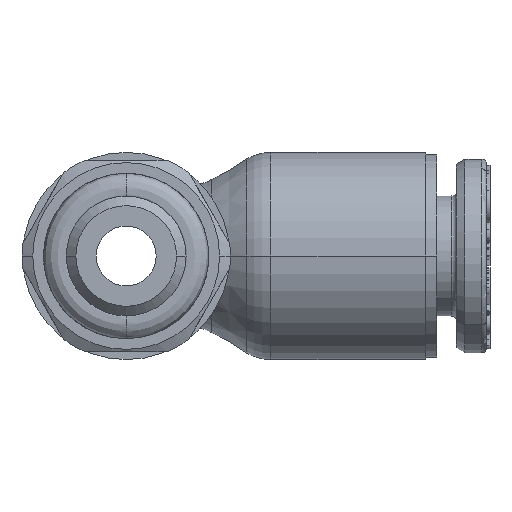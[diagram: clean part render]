
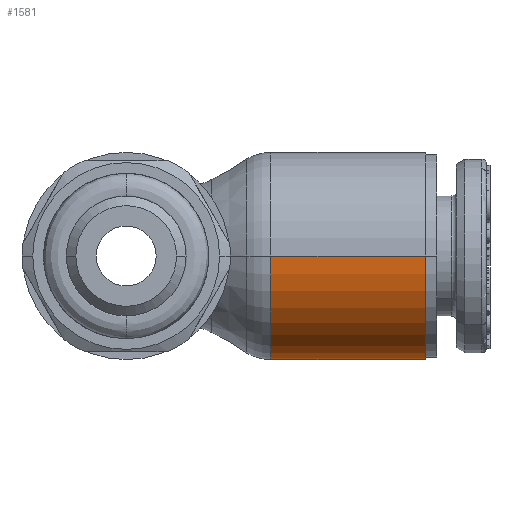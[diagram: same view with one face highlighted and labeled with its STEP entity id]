
A CAD part, left-side view. The second image highlights one B-rep face of the part: STEP entity #1581.
In plain terms, the highlighted cylindrical face has radius 4.325 mm (diameter 8.65 mm), a partial arc.
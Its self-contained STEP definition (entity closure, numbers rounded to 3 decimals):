
#1581=ADVANCED_FACE('',(#4336),#4337,.T.);
#4336=FACE_OUTER_BOUND('',#10876,.T.);
#4337=CYLINDRICAL_SURFACE('',#10877,4.325);
#10876=EDGE_LOOP('',(#21474,#21475,#21476,#21477));
#10877=AXIS2_PLACEMENT_3D('',#21478,#21479,#21480);
#21474=ORIENTED_EDGE('',*,*,#26872,.T.);
#21475=ORIENTED_EDGE('',*,*,#26873,.T.);
#21476=ORIENTED_EDGE('',*,*,#26871,.F.);
#21477=ORIENTED_EDGE('',*,*,#26874,.F.);
#21478=CARTESIAN_POINT('',(0.0,0.625,0.0));
#21479=DIRECTION('',(0.0,1.0,-0.0));
#21480=DIRECTION('',(-1.0,0.0,0.0));
#26871=EDGE_CURVE('',#32706,#32704,#32709,.T.);
#26872=EDGE_CURVE('',#32710,#32711,#32712,.T.);
#26873=EDGE_CURVE('',#32711,#32704,#32713,.T.);
#26874=EDGE_CURVE('',#32710,#32706,#32714,.T.);
#32704=VERTEX_POINT('',#45897);
#32706=VERTEX_POINT('',#45899);
#32709=CIRCLE('',#45902,4.325);
#32710=VERTEX_POINT('',#45903);
#32711=VERTEX_POINT('',#45904);
#32712=CIRCLE('',#45905,4.325);
#32713=LINE('',#45906,#45907);
#32714=LINE('',#45908,#45909);
#45897=CARTESIAN_POINT('',(-4.325,-6.036,0.0));
#45899=CARTESIAN_POINT('',(4.325,-6.036,0.0));
#45902=AXIS2_PLACEMENT_3D('',#51804,#51805,#51806);
#45903=CARTESIAN_POINT('',(4.325,-12.5,0.0));
#45904=CARTESIAN_POINT('',(-4.325,-12.5,0.0));
#45905=AXIS2_PLACEMENT_3D('',#51807,#51808,#51809);
#45906=CARTESIAN_POINT('',(-4.325,-12.5,0.0));
#45907=VECTOR('',#51810,6.464);
#45908=CARTESIAN_POINT('',(4.325,-12.5,0.0));
#45909=VECTOR('',#51811,6.464);
#51804=CARTESIAN_POINT('',(0.0,-6.036,0.0));
#51805=DIRECTION('',(-0.0,1.0,0.0));
#51806=DIRECTION('',(1.0,0.0,0.0));
#51807=CARTESIAN_POINT('',(0.0,-12.5,0.0));
#51808=DIRECTION('',(-0.0,1.0,0.0));
#51809=DIRECTION('',(1.0,0.0,0.0));
#51810=DIRECTION('',(0.0,1.0,0.0));
#51811=DIRECTION('',(0.0,1.0,0.0));
